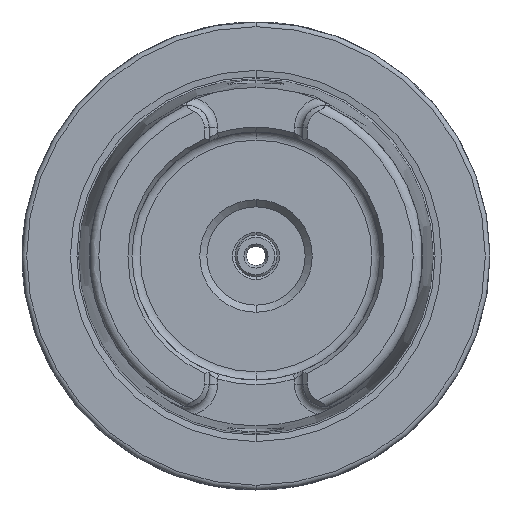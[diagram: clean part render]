
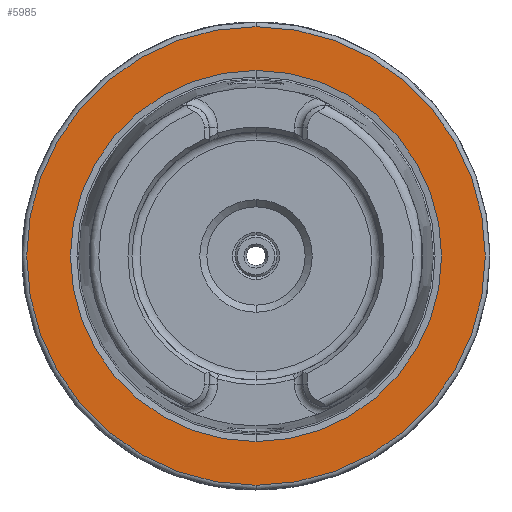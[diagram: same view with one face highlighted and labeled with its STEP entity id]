
A CAD part, left-side view. The second image highlights one B-rep face of the part: STEP entity #5985.
In plain terms, the highlighted planar face has unit normal (-1, 0, 0).
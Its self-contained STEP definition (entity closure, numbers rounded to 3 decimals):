
#13 = DIRECTION ( 'NONE',  ( 0., 0., -1. ) ) ;
#26 = DIRECTION ( 'NONE',  ( 0., 0., -1. ) ) ;
#45 = DIRECTION ( 'NONE',  ( 0., 0., 1. ) ) ;
#225 = ORIENTED_EDGE ( 'NONE', *, *, #5952, .T. ) ;
#285 = VERTEX_POINT ( 'NONE', #1614 ) ;
#302 = CIRCLE ( 'NONE', #1402, 49. ) ;
#413 = ORIENTED_EDGE ( 'NONE', *, *, #2301, .T. ) ;
#553 = AXIS2_PLACEMENT_3D ( 'NONE', #7632, #3854, #26 ) ;
#615 = DIRECTION ( 'NONE',  ( 0., 0., -1. ) ) ;
#713 = CARTESIAN_POINT ( 'NONE',  ( 0.05, 0., 39.647 ) ) ;
#802 = FACE_OUTER_BOUND ( 'NONE', #3743, .T. ) ;
#867 = CARTESIAN_POINT ( 'NONE',  ( 0.05, 0., 49. ) ) ;
#907 = EDGE_CURVE ( 'NONE', #285, #6529, #302, .T. ) ;
#1196 = AXIS2_PLACEMENT_3D ( 'NONE', #5849, #2042, #6469 ) ;
#1303 = CARTESIAN_POINT ( 'NONE',  ( 0.05, 39.647, 0. ) ) ;
#1402 = AXIS2_PLACEMENT_3D ( 'NONE', #3522, #4158, #615 ) ;
#1500 = AXIS2_PLACEMENT_3D ( 'NONE', #7616, #3842, #13 ) ;
#1614 = CARTESIAN_POINT ( 'NONE',  ( 0.05, 0., -49. ) ) ;
#1931 = VERTEX_POINT ( 'NONE', #713 ) ;
#2042 = DIRECTION ( 'NONE',  ( 1., 0., 0. ) ) ;
#2301 = EDGE_CURVE ( 'NONE', #1931, #4228, #7327, .T. ) ;
#3232 = AXIS2_PLACEMENT_3D ( 'NONE', #1303, #3872, #45 ) ;
#3246 = PLANE ( 'NONE',  #3232 ) ;
#3395 = CARTESIAN_POINT ( 'NONE',  ( 0.05, 0., -39.647 ) ) ;
#3516 = EDGE_CURVE ( 'NONE', #6529, #285, #4160, .T. ) ;
#3522 = CARTESIAN_POINT ( 'NONE',  ( 0.05, 0., 0. ) ) ;
#3743 = EDGE_LOOP ( 'NONE', ( #7574, #6349 ) ) ;
#3842 = DIRECTION ( 'NONE',  ( 1., 0., 0. ) ) ;
#3854 = DIRECTION ( 'NONE',  ( 1., 0., 0. ) ) ;
#3872 = DIRECTION ( 'NONE',  ( -1., 0., 0. ) ) ;
#4158 = DIRECTION ( 'NONE',  ( 1., 0., 0. ) ) ;
#4160 = CIRCLE ( 'NONE', #553, 49. ) ;
#4228 = VERTEX_POINT ( 'NONE', #3395 ) ;
#4399 = CIRCLE ( 'NONE', #1500, 39.647 ) ;
#5632 = EDGE_LOOP ( 'NONE', ( #413, #225 ) ) ;
#5849 = CARTESIAN_POINT ( 'NONE',  ( 0.05, 0., 0. ) ) ;
#5952 = EDGE_CURVE ( 'NONE', #4228, #1931, #4399, .T. ) ;
#5985 = ADVANCED_FACE ( 'NONE', ( #7546, #802 ), #3246, .T. ) ;
#6349 = ORIENTED_EDGE ( 'NONE', *, *, #3516, .F. ) ;
#6469 = DIRECTION ( 'NONE',  ( 0., 0., -1. ) ) ;
#6529 = VERTEX_POINT ( 'NONE', #867 ) ;
#7327 = CIRCLE ( 'NONE', #1196, 39.647 ) ;
#7546 = FACE_BOUND ( 'NONE', #5632, .T. ) ;
#7574 = ORIENTED_EDGE ( 'NONE', *, *, #907, .F. ) ;
#7616 = CARTESIAN_POINT ( 'NONE',  ( 0.05, 0., 0. ) ) ;
#7632 = CARTESIAN_POINT ( 'NONE',  ( 0.05, 0., 0. ) ) ;
